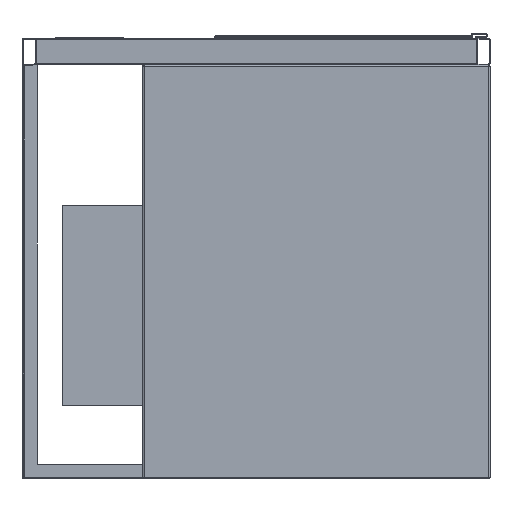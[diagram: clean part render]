
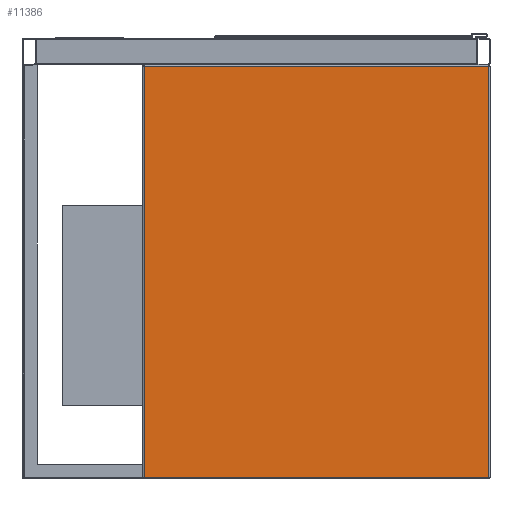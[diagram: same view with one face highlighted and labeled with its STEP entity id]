
A CAD part, front view. The second image highlights one B-rep face of the part: STEP entity #11386.
In plain terms, the highlighted planar face has unit normal (0, -1, 0).
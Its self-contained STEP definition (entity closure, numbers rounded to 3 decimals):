
#370 = LINE ( 'NONE', #15678, #3760 ) ;
#865 = ORIENTED_EDGE ( 'NONE', *, *, #20103, .T. ) ;
#928 = VECTOR ( 'NONE', #14069, 1000. ) ;
#1070 = FACE_OUTER_BOUND ( 'NONE', #25750, .T. ) ;
#1337 = AXIS2_PLACEMENT_3D ( 'NONE', #28638, #31099, #25542 ) ;
#3501 = VERTEX_POINT ( 'NONE', #26632 ) ;
#3760 = VECTOR ( 'NONE', #25478, 1000. ) ;
#4976 = VERTEX_POINT ( 'NONE', #25599 ) ;
#6267 = LINE ( 'NONE', #31388, #928 ) ;
#6370 = VECTOR ( 'NONE', #14734, 1000. ) ;
#7574 = CARTESIAN_POINT ( 'NONE',  ( -260., -230., -658. ) ) ;
#7665 = LINE ( 'NONE', #15320, #19000 ) ;
#9108 = CARTESIAN_POINT ( 'NONE',  ( -258., -230., -658. ) ) ;
#10014 = LINE ( 'NONE', #7574, #6370 ) ;
#11206 = VERTEX_POINT ( 'NONE', #9108 ) ;
#11386 = ADVANCED_FACE ( 'Fl�che8', ( #1070 ), #30773, .T. ) ;
#14069 = DIRECTION ( 'NONE',  ( 0., 0., -1. ) ) ;
#14665 = EDGE_CURVE ( 'NONE', #4976, #11206, #6267, .T. ) ;
#14734 = DIRECTION ( 'NONE',  ( 1., 0., 0. ) ) ;
#15320 = CARTESIAN_POINT ( 'NONE',  ( -260., -230., -42. ) ) ;
#15678 = CARTESIAN_POINT ( 'NONE',  ( 258., -230., -660. ) ) ;
#17606 = EDGE_CURVE ( 'NONE', #3501, #27526, #370, .T. ) ;
#18118 = ORIENTED_EDGE ( 'NONE', *, *, #24281, .T. ) ;
#18790 = ORIENTED_EDGE ( 'NONE', *, *, #14665, .T. ) ;
#19000 = VECTOR ( 'NONE', #32156, 1000. ) ;
#20103 = EDGE_CURVE ( 'NONE', #11206, #3501, #10014, .T. ) ;
#24281 = EDGE_CURVE ( 'NONE', #27526, #4976, #7665, .T. ) ;
#25139 = CARTESIAN_POINT ( 'NONE',  ( 258., -230., -42. ) ) ;
#25478 = DIRECTION ( 'NONE',  ( 0., 0., 1. ) ) ;
#25542 = DIRECTION ( 'NONE',  ( 0., 0., -1. ) ) ;
#25599 = CARTESIAN_POINT ( 'NONE',  ( -258., -230., -42. ) ) ;
#25750 = EDGE_LOOP ( 'NONE', ( #18118, #18790, #865, #27978 ) ) ;
#26632 = CARTESIAN_POINT ( 'NONE',  ( 258., -230., -658. ) ) ;
#27526 = VERTEX_POINT ( 'NONE', #25139 ) ;
#27978 = ORIENTED_EDGE ( 'NONE', *, *, #17606, .T. ) ;
#28638 = CARTESIAN_POINT ( 'NONE',  ( -260., -230., -660. ) ) ;
#30773 = PLANE ( 'NONE',  #1337 ) ;
#31099 = DIRECTION ( 'NONE',  ( 0., -1., 0. ) ) ;
#31388 = CARTESIAN_POINT ( 'NONE',  ( -258., -230., -660. ) ) ;
#32156 = DIRECTION ( 'NONE',  ( -1., 0., 0. ) ) ;
